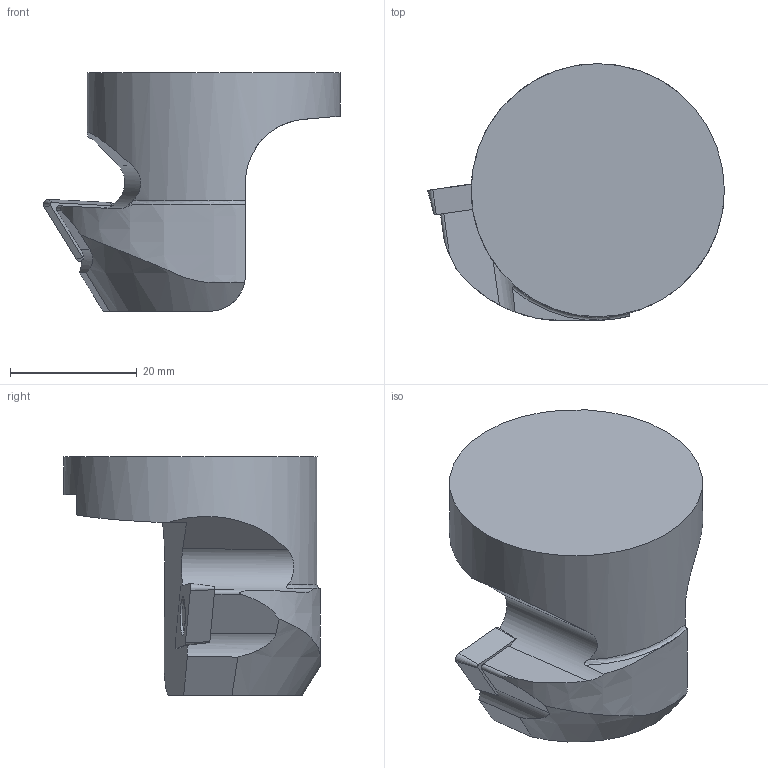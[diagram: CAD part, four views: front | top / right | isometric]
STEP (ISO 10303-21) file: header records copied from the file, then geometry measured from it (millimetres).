
FILE_DESCRIPTION(/* description */ (''),/* implementation_level */ '2;1');
FILE_NAME(/* name */ '1641534811700.stp',/* time_stamp */ '2022-01-07T11:23:45+06:00',/* author */ (''),/* organization */ ('SMS'),/* preprocessor_version */ 'ST-DEVELOPER v16.7',/* originating_system */ 'SIEMENS PLM Software NX 12.0',/* authorisation */ '');
FILE_SCHEMA (('AUTOMOTIVE_DESIGN { 1 0 10303 214 3 1 1 1 }'));
Length unit declared in the file: millimetre
Products named in the file (4): ASSEMBLY_CONSTRUCTION; IsoTurningInsert; 203899687mod000_00; 201659918mod000_01
Assembly tree (3 placements, depth 2):
  201659918mod000_01
    203899687mod000_00
    IsoTurningInsert
    ASSEMBLY_CONSTRUCTION
Bounding box: 46.87 x 40.51 x 37.67 mm (x, y, z)
Volume: 24744.6 mm3; surface area: 6588.8 mm2
Topology: 2 solids, 2 shells, 49 faces, 128 edges, 91 vertices
Faces by surface type: plane 23, cone 10, cylinder 9, torus 5, extrusion 1, sphere 1
Full cylindrical faces by diameter (mm): 4.4 x2, 5.25 x1, 40 x1
Entity records: 1848 total; most frequent: CARTESIAN_POINT 546, DIRECTION 252, ORIENTED_EDGE 220, EDGE_CURVE 110, AXIS2_PLACEMENT_3D 101, VERTEX_POINT 78, EDGE_LOOP 64, VECTOR 50
